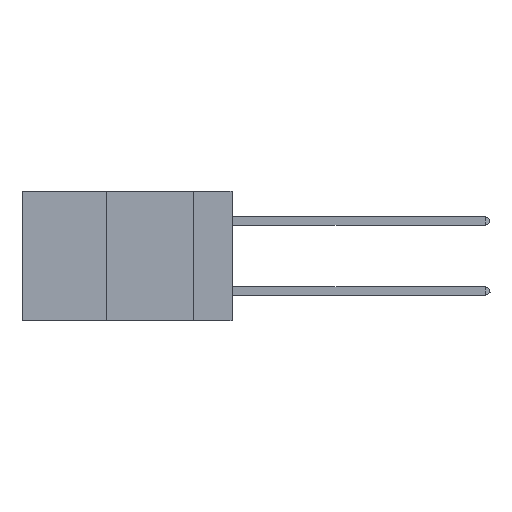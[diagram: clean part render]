
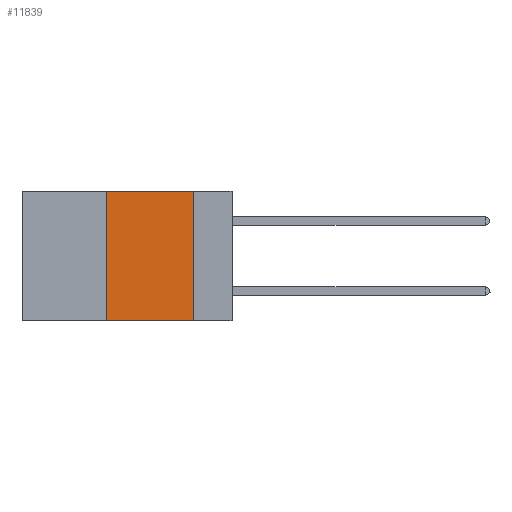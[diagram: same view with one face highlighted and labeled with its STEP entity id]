
A CAD part, left-side view. The second image highlights one B-rep face of the part: STEP entity #11839.
In plain terms, the highlighted planar face has unit normal (-1, 0, 0).
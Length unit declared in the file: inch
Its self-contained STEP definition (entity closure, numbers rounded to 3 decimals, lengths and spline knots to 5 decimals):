
#285 = LINE ( 'NONE', #1763, #5806 ) ;
#1323 = CARTESIAN_POINT ( 'NONE',  ( 0., 0.11, -0.37 ) ) ;
#1763 = CARTESIAN_POINT ( 'NONE',  ( 0., 0.6, 0. ) ) ;
#2075 = FACE_OUTER_BOUND ( 'NONE', #20251, .T. ) ;
#3063 = VECTOR ( 'NONE', #25907, 39.37008 ) ;
#3746 = DIRECTION ( 'NONE',  ( 0., 0., -1. ) ) ;
#4005 = VERTEX_POINT ( 'NONE', #11029 ) ;
#5806 = VECTOR ( 'NONE', #24367, 39.37008 ) ;
#6084 = CARTESIAN_POINT ( 'NONE',  ( 0., 0.36, -0.37 ) ) ;
#7156 = VECTOR ( 'NONE', #3746, 39.37008 ) ;
#7687 = LINE ( 'NONE', #31244, #3063 ) ;
#8609 = CARTESIAN_POINT ( 'NONE',  ( 0., 0.11, 0. ) ) ;
#8636 = VERTEX_POINT ( 'NONE', #1323 ) ;
#9740 = EDGE_CURVE ( 'NONE', #15140, #8636, #7687, .T. ) ;
#11029 = CARTESIAN_POINT ( 'NONE',  ( 0., 0.36, 0. ) ) ;
#11079 = EDGE_CURVE ( 'NONE', #15140, #4005, #32152, .T. ) ;
#11839 = ADVANCED_FACE ( 'NONE', ( #2075 ), #24597, .F. ) ;
#12389 = DIRECTION ( 'NONE',  ( 0., 0., -1. ) ) ;
#13376 = ORIENTED_EDGE ( 'NONE', *, *, #25881, .F. ) ;
#14470 = ORIENTED_EDGE ( 'NONE', *, *, #11079, .F. ) ;
#15101 = CARTESIAN_POINT ( 'NONE',  ( 0., 0.11, 0. ) ) ;
#15140 = VERTEX_POINT ( 'NONE', #6084 ) ;
#17135 = AXIS2_PLACEMENT_3D ( 'NONE', #24816, #27315, #12389 ) ;
#19189 = CARTESIAN_POINT ( 'NONE',  ( 0., 0.36, 0. ) ) ;
#20251 = EDGE_LOOP ( 'NONE', ( #29287, #13376, #14470, #24808 ) ) ;
#23404 = EDGE_CURVE ( 'NONE', #23751, #8636, #28580, .T. ) ;
#23751 = VERTEX_POINT ( 'NONE', #15101 ) ;
#24316 = VECTOR ( 'NONE', #27106, 39.37008 ) ;
#24367 = DIRECTION ( 'NONE',  ( 0., -1., 0. ) ) ;
#24597 = PLANE ( 'NONE',  #17135 ) ;
#24808 = ORIENTED_EDGE ( 'NONE', *, *, #9740, .T. ) ;
#24816 = CARTESIAN_POINT ( 'NONE',  ( 0., 0.6, 0. ) ) ;
#25881 = EDGE_CURVE ( 'NONE', #4005, #23751, #285, .T. ) ;
#25907 = DIRECTION ( 'NONE',  ( 0., -1., 0. ) ) ;
#27106 = DIRECTION ( 'NONE',  ( 0., 0., 1. ) ) ;
#27315 = DIRECTION ( 'NONE',  ( 1., 0., 0. ) ) ;
#28580 = LINE ( 'NONE', #8609, #7156 ) ;
#29287 = ORIENTED_EDGE ( 'NONE', *, *, #23404, .F. ) ;
#31244 = CARTESIAN_POINT ( 'NONE',  ( 0., 0.6, -0.37 ) ) ;
#32152 = LINE ( 'NONE', #19189, #24316 ) ;
